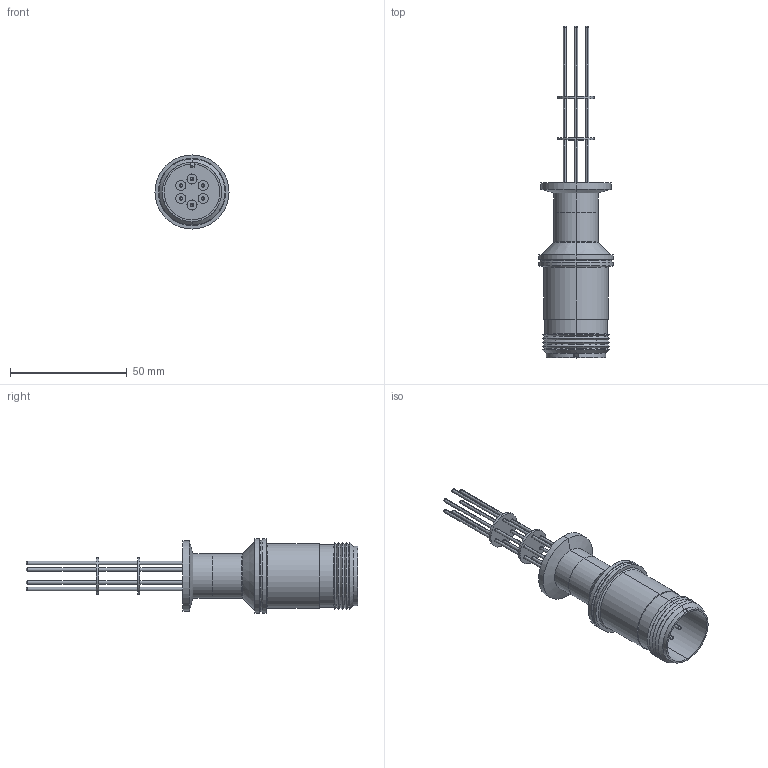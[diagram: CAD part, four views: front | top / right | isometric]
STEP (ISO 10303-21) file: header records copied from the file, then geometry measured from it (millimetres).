
FILE_DESCRIPTION (( 'STEP AP203' ), '1' );
FILE_NAME ('A0197-6-QF.STEP', '2013-04-08T16:52:17', ( '' ), ( '' ), 'SwSTEP 2.0', 'SolidWorks 2012', '' );
FILE_SCHEMA (( 'CONFIG_CONTROL_DESIGN' ));
Length unit declared in the file: inch
Products named in the file (1): A0197-6-QF
Bounding box: 31.75 x 142.11 x 31.75 mm (x, y, z)
Volume: 13283.6 mm3; surface area: 21319.9 mm2
Topology: 1 solids, 1 shells, 244 faces, 536 edges, 342 vertices
Faces by surface type: cylinder 122, plane 62, torus 34, cone 26
Entity records: 7325 total; most frequent: CARTESIAN_POINT 1637, DIRECTION 1286, ORIENTED_EDGE 1072, AXIS2_PLACEMENT_3D 559, EDGE_CURVE 536, VERTEX_POINT 342, CIRCLE 314, EDGE_LOOP 312
